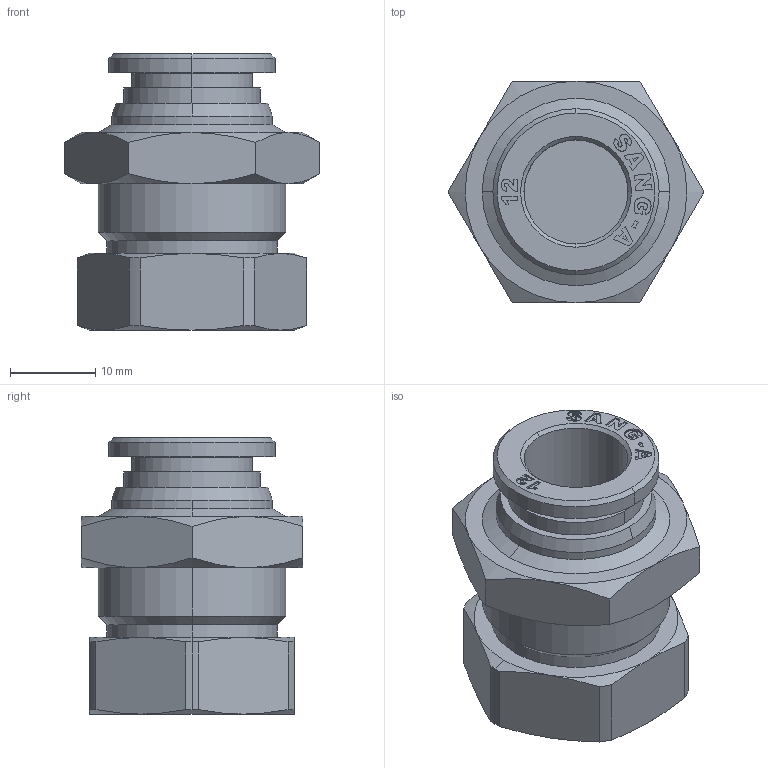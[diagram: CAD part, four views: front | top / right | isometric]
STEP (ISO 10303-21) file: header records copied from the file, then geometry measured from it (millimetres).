
FILE_DESCRIPTION (( 'STEP AP214' ), '1' );
FILE_NAME ('PMF12-G01.stp', '2015-09-23T11:39:07', ( '' ), ( '' ), 'SwSTEP 2.0', 'SolidWorks 2015', '' );
FILE_SCHEMA (( 'AUTOMOTIVE_DESIGN' ));
Length unit declared in the file: millimetre
Products named in the file (2): ｦ+ﾃｦ1; PMF12-G01
Assembly tree (1 placements, depth 2):
  PMF12-G01
    ｦ+ﾃｦ1
Bounding box: 30.02 x 26 x 32.4 mm (x, y, z)
Volume: 10070.6 mm3; surface area: 5019.8 mm2
Topology: 1 solids, 1 shells, 423 faces, 1174 edges, 771 vertices
Faces by surface type: plane 354, cone 42, cylinder 22, bspline 5
Entity records: 13826 total; most frequent: CARTESIAN_POINT 2711, ORIENTED_EDGE 2348, DIRECTION 2051, EDGE_CURVE 1174, VECTOR 1021, LINE 1021, VERTEX_POINT 771, AXIS2_PLACEMENT_3D 515
